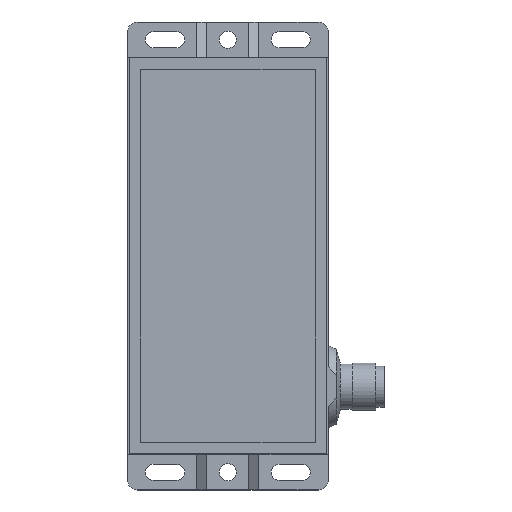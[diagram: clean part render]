
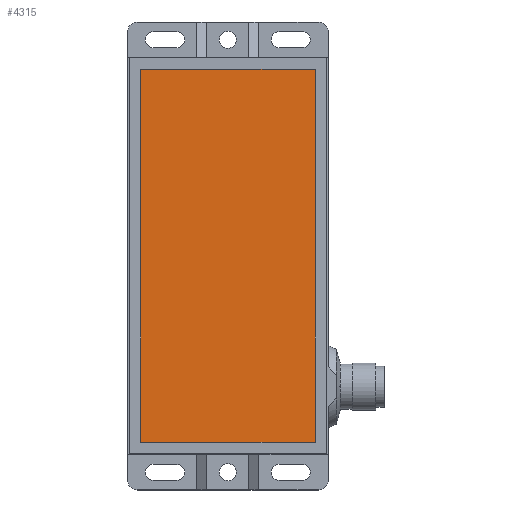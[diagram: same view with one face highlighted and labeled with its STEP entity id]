
A CAD part, top view. The second image highlights one B-rep face of the part: STEP entity #4315.
In plain terms, the highlighted planar face has unit normal (0, 0, 1).
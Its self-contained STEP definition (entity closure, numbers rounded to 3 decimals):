
#1160=DIRECTION('',(0.,1.,0.));
#1161=VECTOR('',#1160,94.8);
#1162=CARTESIAN_POINT('',(-22.2,-47.4,27.725));
#1163=LINE('',#1162,#1161);
#1164=DIRECTION('',(1.,0.,0.));
#1165=VECTOR('',#1164,44.4);
#1166=CARTESIAN_POINT('',(-22.2,47.4,27.725));
#1167=LINE('',#1166,#1165);
#1168=DIRECTION('',(0.,-1.,0.));
#1169=VECTOR('',#1168,94.8);
#1170=CARTESIAN_POINT('',(22.2,47.4,27.725));
#1171=LINE('',#1170,#1169);
#1172=DIRECTION('',(-1.,0.,0.));
#1173=VECTOR('',#1172,44.4);
#1174=CARTESIAN_POINT('',(22.2,-47.4,27.725));
#1175=LINE('',#1174,#1173);
#1858=CARTESIAN_POINT('',(-22.2,47.4,27.725));
#1859=VERTEX_POINT('',#1858);
#1860=CARTESIAN_POINT('',(-22.2,-47.4,27.725));
#1861=VERTEX_POINT('',#1860);
#1862=CARTESIAN_POINT('',(22.2,47.4,27.725));
#1863=VERTEX_POINT('',#1862);
#1864=CARTESIAN_POINT('',(22.2,-47.4,27.725));
#1865=VERTEX_POINT('',#1864);
#4304=CARTESIAN_POINT('',(0.,0.,27.725));
#4305=DIRECTION('',(0.,0.,1.));
#4306=DIRECTION('',(1.,0.,0.));
#4307=AXIS2_PLACEMENT_3D('',#4304,#4305,#4306);
#4308=PLANE('',#4307);
#4309=ORIENTED_EDGE('',*,*,#4207,.T.);
#4310=ORIENTED_EDGE('',*,*,#4234,.T.);
#4311=ORIENTED_EDGE('',*,*,#4260,.T.);
#4312=ORIENTED_EDGE('',*,*,#4285,.T.);
#4313=EDGE_LOOP('',(#4309,#4310,#4311,#4312));
#4314=FACE_OUTER_BOUND('',#4313,.F.);
#4315=ADVANCED_FACE('',(#4314),#4308,.T.);
#4207=EDGE_CURVE('',#1861,#1859,#1163,.T.);
#4234=EDGE_CURVE('',#1859,#1863,#1167,.T.);
#4260=EDGE_CURVE('',#1863,#1865,#1171,.T.);
#4285=EDGE_CURVE('',#1865,#1861,#1175,.T.);
